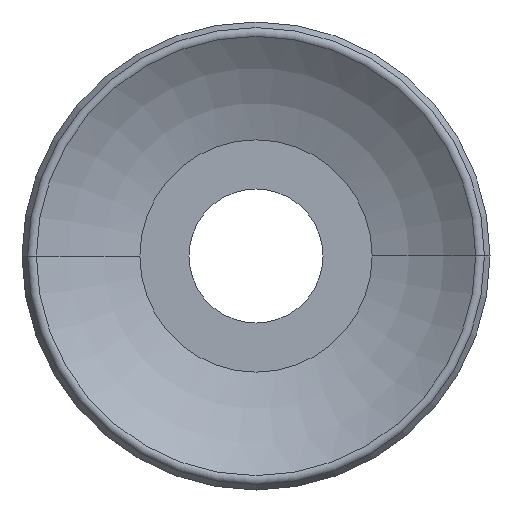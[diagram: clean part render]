
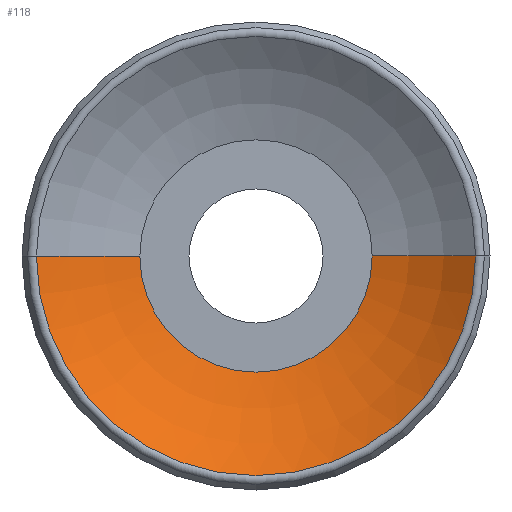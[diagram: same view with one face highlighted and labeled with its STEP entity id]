
A CAD part, front view. The second image highlights one B-rep face of the part: STEP entity #118.
In plain terms, the highlighted toroidal (fillet/blend) face has major radius 1.674 mm and minor radius 9 mm.
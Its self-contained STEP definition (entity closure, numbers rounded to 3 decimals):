
#118=ADVANCED_FACE('',(#296),#297,.F.);
#296=FACE_OUTER_BOUND('',#532,.T.);
#297=TOROIDAL_SURFACE('',#533,1.674,9.0);
#532=EDGE_LOOP('',(#3570,#3571,#3572,#3573));
#533=AXIS2_PLACEMENT_3D('',#3574,#3575,#3576);
#3570=ORIENTED_EDGE('',*,*,#4112,.F.);
#3571=ORIENTED_EDGE('',*,*,#4113,.T.);
#3572=ORIENTED_EDGE('',*,*,#4114,.T.);
#3573=ORIENTED_EDGE('',*,*,#4115,.F.);
#3574=CARTESIAN_POINT('',(0.,-14.92,0.0));
#3575=DIRECTION('',(0.,1.0,0.0));
#3576=DIRECTION('',(-1.0,0.,0.0));
#4112=EDGE_CURVE('',#4420,#4419,#4425,.T.);
#4113=EDGE_CURVE('',#4420,#4426,#4427,.T.);
#4114=EDGE_CURVE('',#4426,#4428,#4429,.T.);
#4115=EDGE_CURVE('',#4419,#4428,#4430,.T.);
#4419=VERTEX_POINT('',#5174);
#4420=VERTEX_POINT('',#5175);
#4425=CIRCLE('',#5180,7.373);
#4426=VERTEX_POINT('',#5181);
#4427=CIRCLE('',#5182,9.0);
#4428=VERTEX_POINT('',#5183);
#4429=CIRCLE('',#5184,3.9);
#4430=CIRCLE('',#5185,9.0);
#5174=CARTESIAN_POINT('',(-7.373,-7.955,0.0));
#5175=CARTESIAN_POINT('',(7.373,-7.955,0.));
#5180=AXIS2_PLACEMENT_3D('',#6376,#6377,#6378);
#5181=CARTESIAN_POINT('',(3.9,-6.2,0.));
#5182=AXIS2_PLACEMENT_3D('',#6379,#6380,#6381);
#5183=CARTESIAN_POINT('',(-3.9,-6.2,0.0));
#5184=AXIS2_PLACEMENT_3D('',#6382,#6383,#6384);
#5185=AXIS2_PLACEMENT_3D('',#6385,#6386,#6387);
#6376=CARTESIAN_POINT('',(0.,-7.955,0.0));
#6377=DIRECTION('',(0.,1.0,0.0));
#6378=DIRECTION('',(-1.0,0.,0.0));
#6379=CARTESIAN_POINT('',(1.674,-14.92,0.));
#6380=DIRECTION('',(0.,0.,1.0));
#6381=DIRECTION('',(1.0,0.0,0.));
#6382=CARTESIAN_POINT('',(0.,-6.2,0.0));
#6383=DIRECTION('',(0.,1.0,0.0));
#6384=DIRECTION('',(-1.0,0.,0.0));
#6385=CARTESIAN_POINT('',(-1.674,-14.92,0.0));
#6386=DIRECTION('',(0.0,0.0,-1.0));
#6387=DIRECTION('',(-1.0,0.0,0.0));
